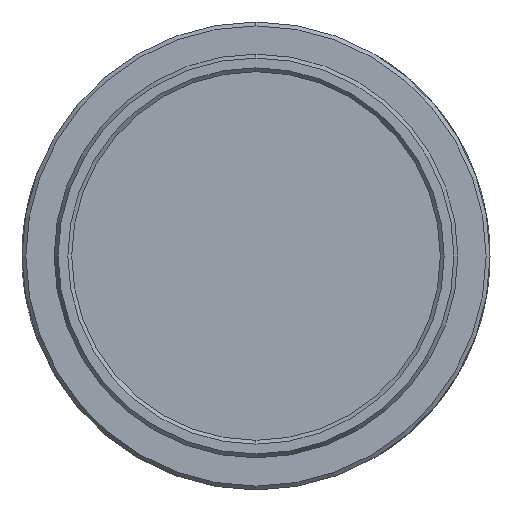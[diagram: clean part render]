
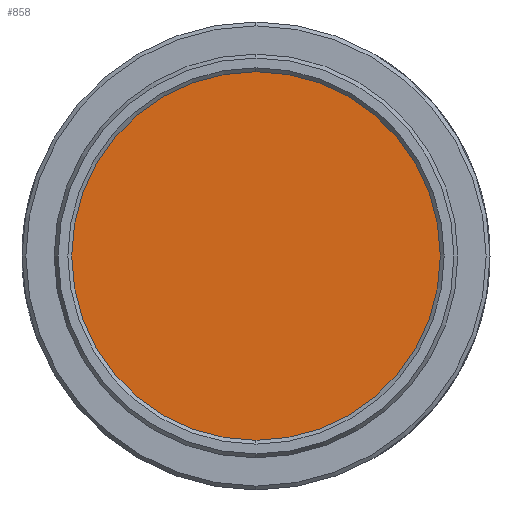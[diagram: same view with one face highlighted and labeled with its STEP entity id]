
A CAD part, left-side view. The second image highlights one B-rep face of the part: STEP entity #858.
In plain terms, the highlighted planar face has unit normal (-1, 0, 0).
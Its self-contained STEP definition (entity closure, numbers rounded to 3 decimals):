
#809 = DIRECTION ( 'NONE',  ( 0., -0.884, -0.468 ) ) ;
#858 = ADVANCED_FACE ( 'NONE', ( #7406 ), #7292, .F. ) ;
#1622 = AXIS2_PLACEMENT_3D ( 'NONE', #5430, #1785, #6747 ) ;
#1785 = DIRECTION ( 'NONE',  ( 1., 0., 0. ) ) ;
#2035 = VERTEX_POINT ( 'NONE', #7549 ) ;
#2765 = CARTESIAN_POINT ( 'NONE',  ( -2.667, -11.164, -5.905 ) ) ;
#3077 = AXIS2_PLACEMENT_3D ( 'NONE', #5902, #6115, #9652 ) ;
#3146 = CARTESIAN_POINT ( 'NONE',  ( -2.667, 0., 0. ) ) ;
#3491 = ORIENTED_EDGE ( 'NONE', *, *, #5968, .F. ) ;
#4555 = CIRCLE ( 'NONE', #13030, 12.629 ) ;
#5430 = CARTESIAN_POINT ( 'NONE',  ( -2.667, 0., 0. ) ) ;
#5617 = CIRCLE ( 'NONE', #1622, 12.629 ) ;
#5902 = CARTESIAN_POINT ( 'NONE',  ( -2.667, 0., 0. ) ) ;
#5968 = EDGE_CURVE ( 'NONE', #2035, #9556, #5617, .T. ) ;
#6115 = DIRECTION ( 'NONE',  ( 1., 0., 0. ) ) ;
#6747 = DIRECTION ( 'NONE',  ( 0., -0.884, -0.468 ) ) ;
#7292 = PLANE ( 'NONE',  #3077 ) ;
#7406 = FACE_OUTER_BOUND ( 'NONE', #11769, .T. ) ;
#7549 = CARTESIAN_POINT ( 'NONE',  ( -2.667, 11.164, 5.905 ) ) ;
#8100 = DIRECTION ( 'NONE',  ( 1., 0., 0. ) ) ;
#9556 = VERTEX_POINT ( 'NONE', #2765 ) ;
#9652 = DIRECTION ( 'NONE',  ( 0., -0.884, -0.468 ) ) ;
#10061 = ORIENTED_EDGE ( 'NONE', *, *, #13840, .F. ) ;
#11769 = EDGE_LOOP ( 'NONE', ( #10061, #3491 ) ) ;
#13030 = AXIS2_PLACEMENT_3D ( 'NONE', #3146, #8100, #809 ) ;
#13840 = EDGE_CURVE ( 'NONE', #9556, #2035, #4555, .T. ) ;
